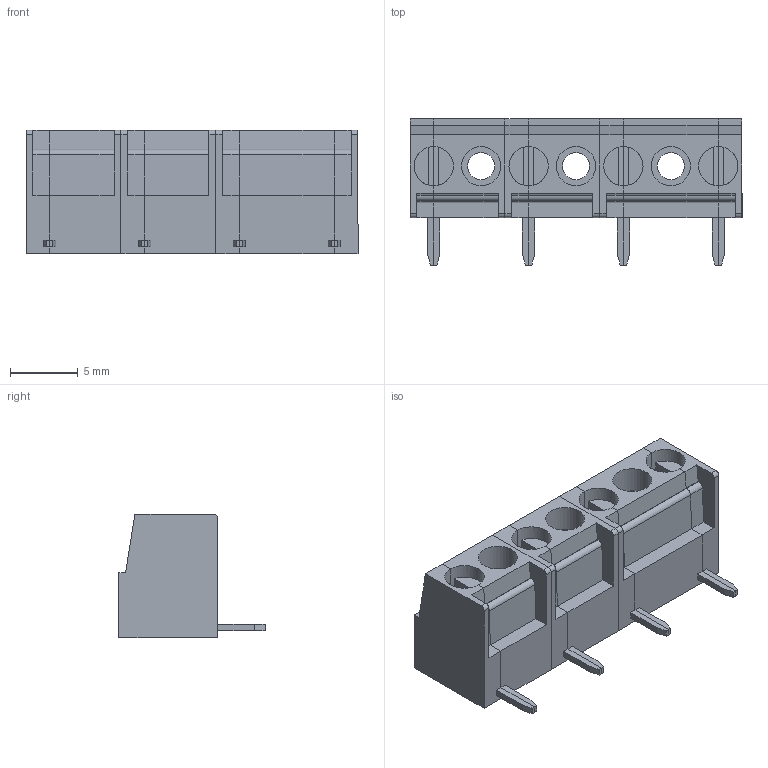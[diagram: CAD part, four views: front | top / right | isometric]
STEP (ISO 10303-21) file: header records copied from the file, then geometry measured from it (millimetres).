
FILE_DESCRIPTION(/* description */ ('Unknown'),/* implementation_level */ '2;1');
FILE_NAME(/* name */ '691243200004',/* time_stamp */ '2016-03-17T15:48:56+01:00',/* author */ ('Unknown'),/* organization */ ('Unknown'),/* preprocessor_version */ 'ST-DEVELOPER v16',/* originating_system */ 'DEX',/* authorisation */ $);
FILE_SCHEMA (('AUTOMOTIVE_DESIGN {1 0 10303 214 3 1 1}'));
Length unit declared in the file: millimetre
Products named in the file (7): 6912432000xx; 691243200001_Gh; CPA7SQ_DX; 691243200002; CPA7SQ_CNT; CPA7SQ_SX
Assembly tree (8 placements, depth 3):
  6912432000xx
    691243200001_Gh  x2
      CPA7SQ_DX
      691243200001_Gh
    691243200002
      CPA7SQ_DX
      CPA7SQ_CNT
      CPA7SQ_SX
Bounding box: 24.5 x 10.8 x 9.1 mm (x, y, z)
Volume: 981.5 mm3; surface area: 2124.5 mm2
Topology: 7 solids, 7 shells, 380 faces, 1052 edges, 692 vertices
Faces by surface type: plane 353, cylinder 27
Full cylindrical faces by diameter (mm): 2 x3, 2.9 x3
Entity records: 8560 total; most frequent: CARTESIAN_POINT 1313, ORIENTED_EDGE 1288, DIRECTION 1172, EDGE_CURVE 644, LINE 602, VECTOR 602, VERTEX_POINT 426, AXIS2_PLACEMENT_3D 285
